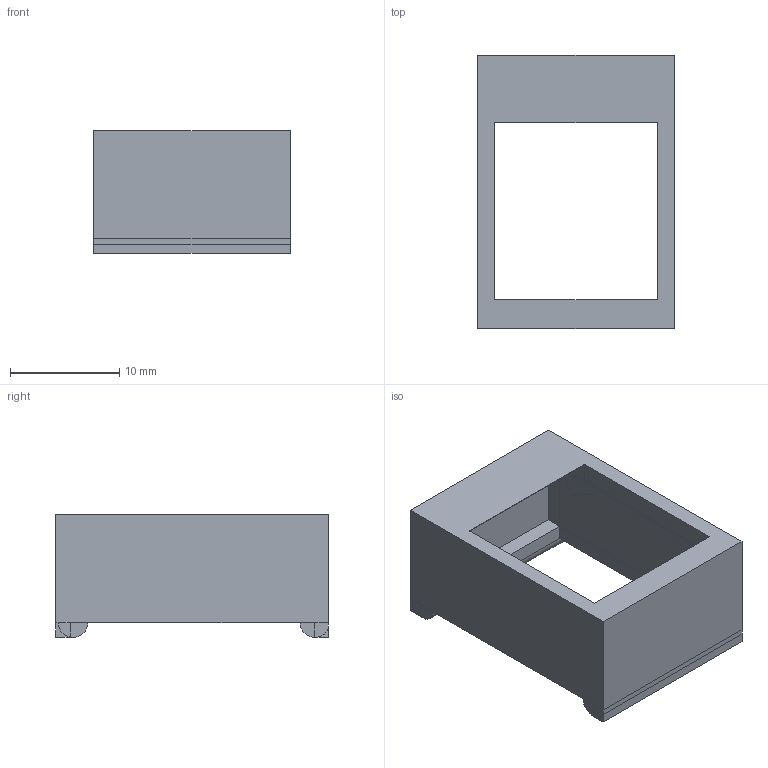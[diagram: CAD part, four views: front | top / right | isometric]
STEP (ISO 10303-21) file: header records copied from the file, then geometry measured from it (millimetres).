
FILE_DESCRIPTION(('FreeCAD Model'),'2;1');
FILE_NAME('Open CASCADE Shape Model','2024-03-19T15:40:12',(''),(''), 'Open CASCADE STEP processor 7.6','FreeCAD','Unknown');
FILE_SCHEMA(('AUTOMOTIVE_DESIGN { 1 0 10303 214 1 1 1 1 }'));
Length unit declared in the file: millimetre
Products named in the file (1): Group
Bounding box: 18 x 25 x 11.25 mm (x, y, z)
Volume: 1476.3 mm3; surface area: 2132 mm2
Topology: 1 solids, 1 shells, 58 faces, 135 edges, 78 vertices
Faces by surface type: plane 55, cylinder 3
Entity records: 1605 total; most frequent: CARTESIAN_POINT 272, ORIENTED_EDGE 270, DIRECTION 261, EDGE_CURVE 135, LINE 127, VECTOR 127, VERTEX_POINT 78, AXIS2_PLACEMENT_3D 67
